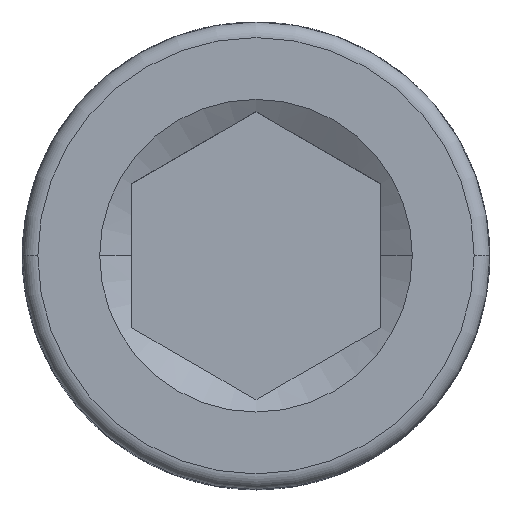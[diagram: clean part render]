
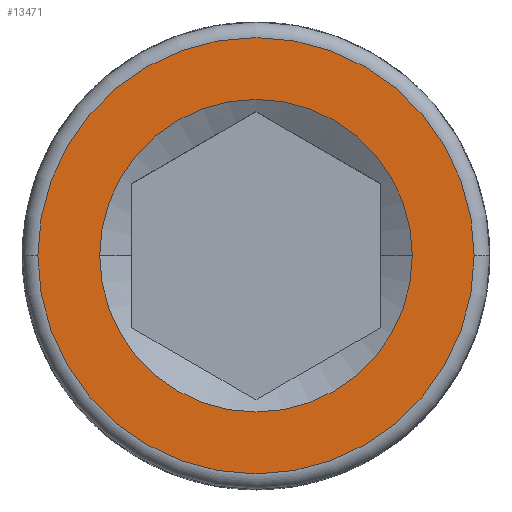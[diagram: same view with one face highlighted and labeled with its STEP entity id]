
A CAD part, top view. The second image highlights one B-rep face of the part: STEP entity #13471.
In plain terms, the highlighted planar face has unit normal (0, 0, 1).
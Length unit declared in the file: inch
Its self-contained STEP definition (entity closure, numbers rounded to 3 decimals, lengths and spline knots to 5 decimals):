
#30 = VERTEX_POINT ( 'NONE', #7118 ) ;
#275 = AXIS2_PLACEMENT_3D ( 'NONE', #4906, #7027, #8228 ) ;
#522 = EDGE_CURVE ( 'NONE', #8577, #4573, #8148, .T. ) ;
#534 = ORIENTED_EDGE ( 'NONE', *, *, #12205, .F. ) ;
#1467 = FACE_BOUND ( 'NONE', #9036, .T. ) ;
#1642 = DIRECTION ( 'NONE',  ( 0., 0., 1. ) ) ;
#1948 = ORIENTED_EDGE ( 'NONE', *, *, #522, .F. ) ;
#3027 = DIRECTION ( 'NONE',  ( 0., 0., -1. ) ) ;
#3540 = VERTEX_POINT ( 'NONE', #5954 ) ;
#3884 = DIRECTION ( 'NONE',  ( 1., 0., 0. ) ) ;
#4114 = DIRECTION ( 'NONE',  ( -1., 0., 0. ) ) ;
#4311 = AXIS2_PLACEMENT_3D ( 'NONE', #8505, #3027, #4114 ) ;
#4525 = CARTESIAN_POINT ( 'NONE',  ( 0., 0., 0.40625 ) ) ;
#4573 = VERTEX_POINT ( 'NONE', #11843 ) ;
#4805 = DIRECTION ( 'NONE',  ( 1., 0., 0. ) ) ;
#4906 = CARTESIAN_POINT ( 'NONE',  ( 0., 0.21875, 0.40625 ) ) ;
#5030 = ORIENTED_EDGE ( 'NONE', *, *, #9042, .F. ) ;
#5035 = CARTESIAN_POINT ( 'NONE',  ( 0., 0., 0.40625 ) ) ;
#5050 = CIRCLE ( 'NONE', #13059, 0.15674 ) ;
#5585 = DIRECTION ( 'NONE',  ( -1., 0., 0. ) ) ;
#5954 = CARTESIAN_POINT ( 'NONE',  ( 0.21875, 0., 0.40625 ) ) ;
#7027 = DIRECTION ( 'NONE',  ( 0., 0., 1. ) ) ;
#7118 = CARTESIAN_POINT ( 'NONE',  ( -0.21875, 0., 0.40625 ) ) ;
#7158 = PLANE ( 'NONE',  #275 ) ;
#8148 = CIRCLE ( 'NONE', #9024, 0.15674 ) ;
#8228 = DIRECTION ( 'NONE',  ( 1., 0., 0. ) ) ;
#8472 = CARTESIAN_POINT ( 'NONE',  ( -0.15674, 0., 0.40625 ) ) ;
#8505 = CARTESIAN_POINT ( 'NONE',  ( 0., 0., 0.40625 ) ) ;
#8565 = ORIENTED_EDGE ( 'NONE', *, *, #8896, .F. ) ;
#8571 = CIRCLE ( 'NONE', #4311, 0.21875 ) ;
#8577 = VERTEX_POINT ( 'NONE', #8472 ) ;
#8722 = EDGE_LOOP ( 'NONE', ( #534, #5030 ) ) ;
#8896 = EDGE_CURVE ( 'NONE', #4573, #8577, #5050, .T. ) ;
#9024 = AXIS2_PLACEMENT_3D ( 'NONE', #5035, #12533, #3884 ) ;
#9036 = EDGE_LOOP ( 'NONE', ( #8565, #1948 ) ) ;
#9042 = EDGE_CURVE ( 'NONE', #3540, #30, #8571, .T. ) ;
#9665 = FACE_OUTER_BOUND ( 'NONE', #8722, .T. ) ;
#10267 = AXIS2_PLACEMENT_3D ( 'NONE', #4525, #13337, #5585 ) ;
#11843 = CARTESIAN_POINT ( 'NONE',  ( 0.15674, 0., 0.40625 ) ) ;
#12205 = EDGE_CURVE ( 'NONE', #30, #3540, #13914, .T. ) ;
#12533 = DIRECTION ( 'NONE',  ( 0., 0., 1. ) ) ;
#12628 = CARTESIAN_POINT ( 'NONE',  ( 0., 0., 0.40625 ) ) ;
#13059 = AXIS2_PLACEMENT_3D ( 'NONE', #12628, #1642, #4805 ) ;
#13337 = DIRECTION ( 'NONE',  ( 0., 0., -1. ) ) ;
#13471 = ADVANCED_FACE ( 'NONE', ( #1467, #9665 ), #7158, .T. ) ;
#13914 = CIRCLE ( 'NONE', #10267, 0.21875 ) ;
